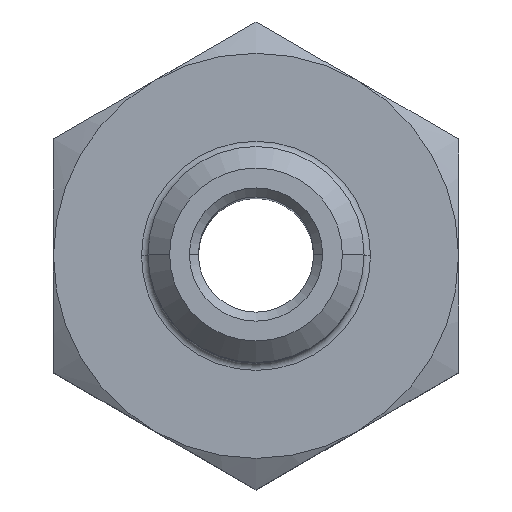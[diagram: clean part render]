
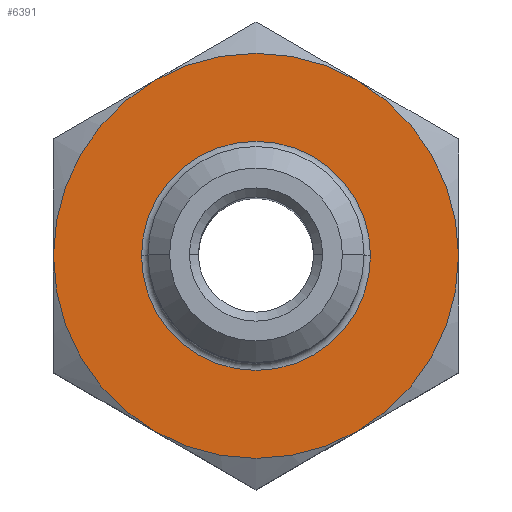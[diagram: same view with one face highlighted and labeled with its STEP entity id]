
A CAD part, top view. The second image highlights one B-rep face of the part: STEP entity #6391.
In plain terms, the highlighted planar face has unit normal (0, 0, 1).
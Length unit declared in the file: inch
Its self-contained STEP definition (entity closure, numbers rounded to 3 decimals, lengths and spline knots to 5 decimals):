
#17 = CARTESIAN_POINT ( 'NONE',  ( 0., 0., 0. ) ) ;
#24 = DIRECTION ( 'NONE',  ( 0., 0., 1. ) ) ;
#66 = EDGE_CURVE ( 'NONE', #3520, #7893, #3878, .T. ) ;
#93 = VERTEX_POINT ( 'NONE', #2719 ) ;
#165 = ORIENTED_EDGE ( 'NONE', *, *, #3187, .T. ) ;
#295 = VERTEX_POINT ( 'NONE', #7193 ) ;
#298 = ORIENTED_EDGE ( 'NONE', *, *, #4637, .T. ) ;
#373 = CIRCLE ( 'NONE', #5260, 0.15906 ) ;
#603 = VERTEX_POINT ( 'NONE', #3404 ) ;
#636 = AXIS2_PLACEMENT_3D ( 'NONE', #2753, #5758, #5722 ) ;
#1051 = ORIENTED_EDGE ( 'NONE', *, *, #6687, .T. ) ;
#1150 = CIRCLE ( 'NONE', #5660, 0.28125 ) ;
#1408 = DIRECTION ( 'NONE',  ( 0., 0., 1. ) ) ;
#1409 = CIRCLE ( 'NONE', #1930, 0.28125 ) ;
#1447 = CARTESIAN_POINT ( 'NONE',  ( 0., 0., 0. ) ) ;
#1482 = FACE_OUTER_BOUND ( 'NONE', #4433, .T. ) ;
#1585 = EDGE_LOOP ( 'NONE', ( #1051, #3559 ) ) ;
#1799 = CARTESIAN_POINT ( 'NONE',  ( 0., 0., 0. ) ) ;
#1823 = AXIS2_PLACEMENT_3D ( 'NONE', #1447, #2680, #7593 ) ;
#1840 = DIRECTION ( 'NONE',  ( 0., 0., -1. ) ) ;
#1930 = AXIS2_PLACEMENT_3D ( 'NONE', #6342, #1408, #3879 ) ;
#1942 = EDGE_CURVE ( 'NONE', #6434, #3520, #7218, .T. ) ;
#1972 = CARTESIAN_POINT ( 'NONE',  ( 0., 0., 0. ) ) ;
#2045 = CARTESIAN_POINT ( 'NONE',  ( 0., 0., 0. ) ) ;
#2110 = DIRECTION ( 'NONE',  ( -1., 0., 0. ) ) ;
#2114 = CIRCLE ( 'NONE', #7650, 0.15906 ) ;
#2169 = ORIENTED_EDGE ( 'NONE', *, *, #66, .T. ) ;
#2500 = DIRECTION ( 'NONE',  ( 0., 0., 1. ) ) ;
#2530 = CARTESIAN_POINT ( 'NONE',  ( -0.28125, 0., 0. ) ) ;
#2680 = DIRECTION ( 'NONE',  ( 0., 0., 1. ) ) ;
#2719 = CARTESIAN_POINT ( 'NONE',  ( -0.14062, 0.24357, 0. ) ) ;
#2720 = FACE_BOUND ( 'NONE', #1585, .T. ) ;
#2753 = CARTESIAN_POINT ( 'NONE',  ( 0., 0., 0. ) ) ;
#3034 = CARTESIAN_POINT ( 'NONE',  ( 0., 0., 0. ) ) ;
#3101 = CIRCLE ( 'NONE', #636, 0.28125 ) ;
#3187 = EDGE_CURVE ( 'NONE', #4373, #93, #1409, .T. ) ;
#3317 = CARTESIAN_POINT ( 'NONE',  ( 0., 0.32476, 0. ) ) ;
#3331 = EDGE_CURVE ( 'NONE', #93, #7861, #3101, .T. ) ;
#3404 = CARTESIAN_POINT ( 'NONE',  ( 0.15906, 0., 0. ) ) ;
#3520 = VERTEX_POINT ( 'NONE', #4151 ) ;
#3559 = ORIENTED_EDGE ( 'NONE', *, *, #3926, .T. ) ;
#3878 = CIRCLE ( 'NONE', #1823, 0.28125 ) ;
#3879 = DIRECTION ( 'NONE',  ( 1., 0., 0. ) ) ;
#3896 = DIRECTION ( 'NONE',  ( 1., 0., 0. ) ) ;
#3926 = EDGE_CURVE ( 'NONE', #295, #603, #373, .T. ) ;
#3961 = ORIENTED_EDGE ( 'NONE', *, *, #5232, .T. ) ;
#3995 = CARTESIAN_POINT ( 'NONE',  ( -0.14062, -0.24357, 0. ) ) ;
#4151 = CARTESIAN_POINT ( 'NONE',  ( 0.14063, -0.24357, 0. ) ) ;
#4194 = DIRECTION ( 'NONE',  ( 1., 0., 0. ) ) ;
#4373 = VERTEX_POINT ( 'NONE', #7888 ) ;
#4433 = EDGE_LOOP ( 'NONE', ( #7405, #298, #5120, #2169, #3961, #165 ) ) ;
#4637 = EDGE_CURVE ( 'NONE', #7861, #6434, #1150, .T. ) ;
#4715 = AXIS2_PLACEMENT_3D ( 'NONE', #2045, #24, #3896 ) ;
#5026 = PLANE ( 'NONE',  #5504 ) ;
#5053 = DIRECTION ( 'NONE',  ( 1., 0., 0. ) ) ;
#5120 = ORIENTED_EDGE ( 'NONE', *, *, #1942, .T. ) ;
#5232 = EDGE_CURVE ( 'NONE', #7893, #4373, #5508, .T. ) ;
#5260 = AXIS2_PLACEMENT_3D ( 'NONE', #1799, #1840, #6720 ) ;
#5345 = DIRECTION ( 'NONE',  ( 1., 0., 0. ) ) ;
#5476 = DIRECTION ( 'NONE',  ( 0., 0., -1. ) ) ;
#5504 = AXIS2_PLACEMENT_3D ( 'NONE', #3317, #6380, #2110 ) ;
#5508 = CIRCLE ( 'NONE', #4715, 0.28125 ) ;
#5609 = CARTESIAN_POINT ( 'NONE',  ( 0.28125, 0., 0. ) ) ;
#5658 = AXIS2_PLACEMENT_3D ( 'NONE', #17, #2500, #5345 ) ;
#5660 = AXIS2_PLACEMENT_3D ( 'NONE', #1972, #6892, #5053 ) ;
#5722 = DIRECTION ( 'NONE',  ( 1., 0., 0. ) ) ;
#5758 = DIRECTION ( 'NONE',  ( 0., 0., 1. ) ) ;
#6342 = CARTESIAN_POINT ( 'NONE',  ( 0., 0., 0. ) ) ;
#6380 = DIRECTION ( 'NONE',  ( 0., 0., -1. ) ) ;
#6391 = ADVANCED_FACE ( 'NONE', ( #2720, #1482 ), #5026, .F. ) ;
#6434 = VERTEX_POINT ( 'NONE', #3995 ) ;
#6687 = EDGE_CURVE ( 'NONE', #603, #295, #2114, .T. ) ;
#6720 = DIRECTION ( 'NONE',  ( 1., 0., 0. ) ) ;
#6892 = DIRECTION ( 'NONE',  ( 0., 0., 1. ) ) ;
#7193 = CARTESIAN_POINT ( 'NONE',  ( -0.15906, 0., 0. ) ) ;
#7218 = CIRCLE ( 'NONE', #5658, 0.28125 ) ;
#7405 = ORIENTED_EDGE ( 'NONE', *, *, #3331, .T. ) ;
#7593 = DIRECTION ( 'NONE',  ( 1., 0., 0. ) ) ;
#7650 = AXIS2_PLACEMENT_3D ( 'NONE', #3034, #5476, #4194 ) ;
#7861 = VERTEX_POINT ( 'NONE', #2530 ) ;
#7888 = CARTESIAN_POINT ( 'NONE',  ( 0.14062, 0.24357, 0. ) ) ;
#7893 = VERTEX_POINT ( 'NONE', #5609 ) ;
